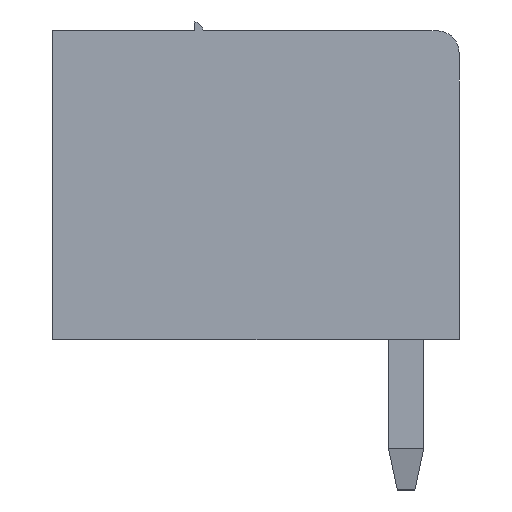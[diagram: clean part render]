
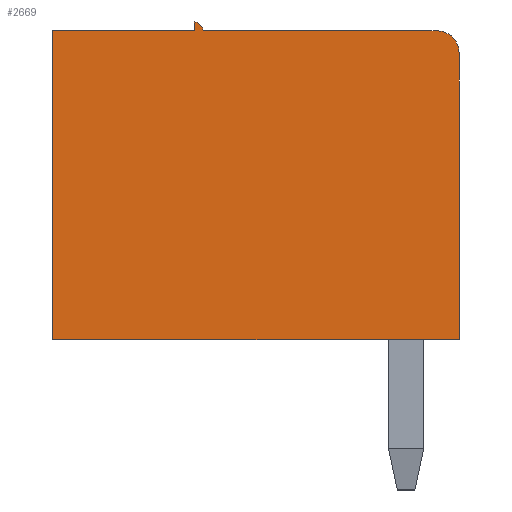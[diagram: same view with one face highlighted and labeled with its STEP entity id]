
A CAD part, left-side view. The second image highlights one B-rep face of the part: STEP entity #2669.
In plain terms, the highlighted planar face has unit normal (-1, 0, 0).
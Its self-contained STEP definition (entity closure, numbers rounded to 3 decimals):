
#1322 = CARTESIAN_POINT ( 'NONE',  ( 0., 6., 7. ) ) ;
#1330 = CIRCLE ( 'NONE', #17754, 0.5 ) ;
#1634 = CARTESIAN_POINT ( 'NONE',  ( 0., 0.5, 6.5 ) ) ;
#1742 = AXIS2_PLACEMENT_3D ( 'NONE', #21615, #10126, #33289 ) ;
#1790 = EDGE_CURVE ( 'NONE', #34624, #17445, #5872, .T. ) ;
#1892 = EDGE_CURVE ( 'NONE', #32338, #31086, #11609, .T. ) ;
#2669 = ADVANCED_FACE ( 'NONE', ( #21953 ), #15249, .F. ) ;
#3353 = LINE ( 'NONE', #20925, #25071 ) ;
#3488 = EDGE_CURVE ( 'NONE', #5657, #34624, #24914, .T. ) ;
#4222 = EDGE_CURVE ( 'NONE', #31086, #26021, #6043, .T. ) ;
#4681 = ORIENTED_EDGE ( 'NONE', *, *, #3488, .T. ) ;
#5520 = CARTESIAN_POINT ( 'NONE',  ( 0., 9.2, 7. ) ) ;
#5657 = VERTEX_POINT ( 'NONE', #26342 ) ;
#5872 = LINE ( 'NONE', #28998, #36504 ) ;
#6043 = LINE ( 'NONE', #20599, #17010 ) ;
#7206 = DIRECTION ( 'NONE',  ( 0., 0., -1. ) ) ;
#8789 = LINE ( 'NONE', #5520, #30727 ) ;
#8825 = ORIENTED_EDGE ( 'NONE', *, *, #33208, .F. ) ;
#10126 = DIRECTION ( 'NONE',  ( -1., 0., 0. ) ) ;
#10156 = EDGE_CURVE ( 'NONE', #32338, #16508, #15888, .T. ) ;
#11609 = LINE ( 'NONE', #35523, #13807 ) ;
#12640 = CARTESIAN_POINT ( 'NONE',  ( 0., 9.2, 7. ) ) ;
#13807 = VECTOR ( 'NONE', #23821, 1000. ) ;
#13865 = AXIS2_PLACEMENT_3D ( 'NONE', #24401, #26895, #7206 ) ;
#15009 = DIRECTION ( 'NONE',  ( 0., -1., 0. ) ) ;
#15091 = ORIENTED_EDGE ( 'NONE', *, *, #10156, .F. ) ;
#15249 = PLANE ( 'NONE',  #13865 ) ;
#15888 = LINE ( 'NONE', #21243, #20918 ) ;
#16508 = VERTEX_POINT ( 'NONE', #12640 ) ;
#17010 = VECTOR ( 'NONE', #29556, 1000. ) ;
#17081 = DIRECTION ( 'NONE',  ( -1., 0., 0. ) ) ;
#17372 = DIRECTION ( 'NONE',  ( 0., -1., 0. ) ) ;
#17445 = VERTEX_POINT ( 'NONE', #1322 ) ;
#17754 = AXIS2_PLACEMENT_3D ( 'NONE', #1634, #17081, #24937 ) ;
#19396 = CARTESIAN_POINT ( 'NONE',  ( 0., 0., 0. ) ) ;
#20500 = VERTEX_POINT ( 'NONE', #23115 ) ;
#20599 = CARTESIAN_POINT ( 'NONE',  ( 0., 0., 7. ) ) ;
#20918 = VECTOR ( 'NONE', #29997, 1000. ) ;
#20925 = CARTESIAN_POINT ( 'NONE',  ( 0., 9.2, 7. ) ) ;
#21046 = ORIENTED_EDGE ( 'NONE', *, *, #36414, .F. ) ;
#21243 = CARTESIAN_POINT ( 'NONE',  ( 0., 9.2, 7. ) ) ;
#21615 = CARTESIAN_POINT ( 'NONE',  ( 0., 6., 7. ) ) ;
#21717 = EDGE_LOOP ( 'NONE', ( #28289, #29576, #21046, #4681, #24087, #8825, #15091, #37846 ) ) ;
#21953 = FACE_OUTER_BOUND ( 'NONE', #21717, .T. ) ;
#23115 = CARTESIAN_POINT ( 'NONE',  ( 0., 0.5, 7. ) ) ;
#23821 = DIRECTION ( 'NONE',  ( 0., -1., 0. ) ) ;
#24087 = ORIENTED_EDGE ( 'NONE', *, *, #1790, .T. ) ;
#24401 = CARTESIAN_POINT ( 'NONE',  ( 0., 9.2, 7. ) ) ;
#24914 = CIRCLE ( 'NONE', #1742, 0.2 ) ;
#24937 = DIRECTION ( 'NONE',  ( 0., 0., -1. ) ) ;
#25071 = VECTOR ( 'NONE', #15009, 1000. ) ;
#25224 = CARTESIAN_POINT ( 'NONE',  ( 0., 6., 7.2 ) ) ;
#25682 = EDGE_CURVE ( 'NONE', #26021, #20500, #1330, .T. ) ;
#26021 = VERTEX_POINT ( 'NONE', #36603 ) ;
#26342 = CARTESIAN_POINT ( 'NONE',  ( 0., 5.8, 7. ) ) ;
#26676 = CARTESIAN_POINT ( 'NONE',  ( 0., 9.2, 0. ) ) ;
#26895 = DIRECTION ( 'NONE',  ( 1., 0., 0. ) ) ;
#28289 = ORIENTED_EDGE ( 'NONE', *, *, #4222, .T. ) ;
#28998 = CARTESIAN_POINT ( 'NONE',  ( 0., 6., 7. ) ) ;
#29556 = DIRECTION ( 'NONE',  ( 0., 0., 1. ) ) ;
#29576 = ORIENTED_EDGE ( 'NONE', *, *, #25682, .T. ) ;
#29997 = DIRECTION ( 'NONE',  ( 0., 0., 1. ) ) ;
#30727 = VECTOR ( 'NONE', #17372, 1000. ) ;
#31086 = VERTEX_POINT ( 'NONE', #19396 ) ;
#32338 = VERTEX_POINT ( 'NONE', #26676 ) ;
#33208 = EDGE_CURVE ( 'NONE', #16508, #17445, #8789, .T. ) ;
#33289 = DIRECTION ( 'NONE',  ( 0., 0., 1. ) ) ;
#34624 = VERTEX_POINT ( 'NONE', #25224 ) ;
#34799 = DIRECTION ( 'NONE',  ( 0., 0., -1. ) ) ;
#35523 = CARTESIAN_POINT ( 'NONE',  ( 0., 9.2, 0. ) ) ;
#36414 = EDGE_CURVE ( 'NONE', #5657, #20500, #3353, .T. ) ;
#36504 = VECTOR ( 'NONE', #34799, 1000. ) ;
#36603 = CARTESIAN_POINT ( 'NONE',  ( 0., 0., 6.5 ) ) ;
#37846 = ORIENTED_EDGE ( 'NONE', *, *, #1892, .T. ) ;
